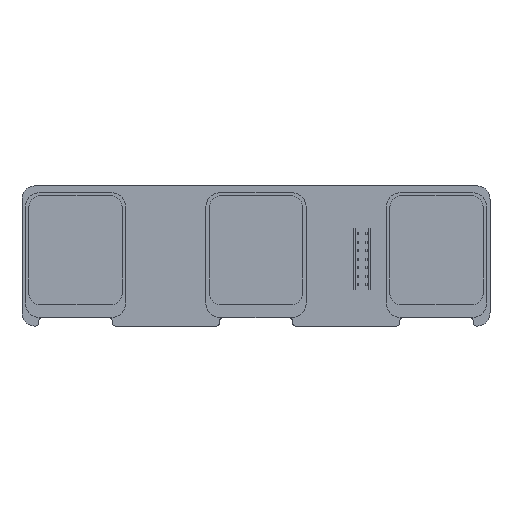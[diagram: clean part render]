
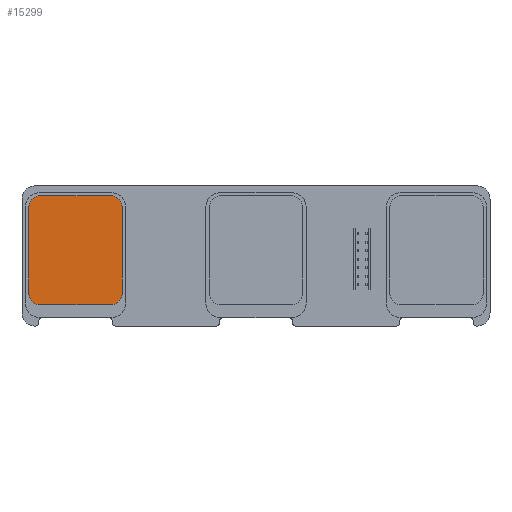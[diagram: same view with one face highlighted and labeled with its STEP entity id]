
A CAD part, top view. The second image highlights one B-rep face of the part: STEP entity #15299.
In plain terms, the highlighted planar face has unit normal (0, 0, 1).
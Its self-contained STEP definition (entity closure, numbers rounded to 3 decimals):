
#15299 = ADVANCED_FACE('',(#15300),#15370,.T.);
#15300 = FACE_BOUND('',#15301,.T.);
#15301 = EDGE_LOOP('',(#15302,#15313,#15321,#15330,#15338,#15347,#15355,
    #15364));
#15302 = ORIENTED_EDGE('',*,*,#15303,.T.);
#15303 = EDGE_CURVE('',#15304,#15306,#15308,.T.);
#15304 = VERTEX_POINT('',#15305);
#15305 = CARTESIAN_POINT('',(-67.95,-0.1,
    1.5));
#15306 = VERTEX_POINT('',#15307);
#15307 = CARTESIAN_POINT('',(-64.45,-3.6,
    1.5));
#15308 = CIRCLE('',#15309,3.5);
#15309 = AXIS2_PLACEMENT_3D('',#15310,#15311,#15312);
#15310 = CARTESIAN_POINT('',(-64.45,-0.1,
    1.5));
#15311 = DIRECTION('',(0.,0.,1.));
#15312 = DIRECTION('',(0.,-1.,0.));
#15313 = ORIENTED_EDGE('',*,*,#15314,.T.);
#15314 = EDGE_CURVE('',#15306,#15315,#15317,.T.);
#15315 = VERTEX_POINT('',#15316);
#15316 = CARTESIAN_POINT('',(-43.55,-3.6,
    1.5));
#15317 = LINE('',#15318,#15319);
#15318 = CARTESIAN_POINT('',(-64.45,-3.6,
    1.5));
#15319 = VECTOR('',#15320,1.);
#15320 = DIRECTION('',(1.,0.,0.));
#15321 = ORIENTED_EDGE('',*,*,#15322,.T.);
#15322 = EDGE_CURVE('',#15315,#15323,#15325,.T.);
#15323 = VERTEX_POINT('',#15324);
#15324 = CARTESIAN_POINT('',(-40.05,-0.1,
    1.5));
#15325 = CIRCLE('',#15326,3.5);
#15326 = AXIS2_PLACEMENT_3D('',#15327,#15328,#15329);
#15327 = CARTESIAN_POINT('',(-43.55,-0.1,
    1.5));
#15328 = DIRECTION('',(0.,0.,1.));
#15329 = DIRECTION('',(0.,-1.,0.));
#15330 = ORIENTED_EDGE('',*,*,#15331,.T.);
#15331 = EDGE_CURVE('',#15323,#15332,#15334,.T.);
#15332 = VERTEX_POINT('',#15333);
#15333 = CARTESIAN_POINT('',(-40.05,25.5,
    1.5));
#15334 = LINE('',#15335,#15336);
#15335 = CARTESIAN_POINT('',(-40.05,25.5,
    1.5));
#15336 = VECTOR('',#15337,1.);
#15337 = DIRECTION('',(0.,1.,0.));
#15338 = ORIENTED_EDGE('',*,*,#15339,.T.);
#15339 = EDGE_CURVE('',#15332,#15340,#15342,.T.);
#15340 = VERTEX_POINT('',#15341);
#15341 = CARTESIAN_POINT('',(-43.55,29.,
    1.5));
#15342 = CIRCLE('',#15343,3.5);
#15343 = AXIS2_PLACEMENT_3D('',#15344,#15345,#15346);
#15344 = CARTESIAN_POINT('',(-43.55,25.5,
    1.5));
#15345 = DIRECTION('',(0.,0.,1.));
#15346 = DIRECTION('',(0.,-1.,0.));
#15347 = ORIENTED_EDGE('',*,*,#15348,.T.);
#15348 = EDGE_CURVE('',#15340,#15349,#15351,.T.);
#15349 = VERTEX_POINT('',#15350);
#15350 = CARTESIAN_POINT('',(-64.45,29.,
    1.5));
#15351 = LINE('',#15352,#15353);
#15352 = CARTESIAN_POINT('',(-64.45,29.,
    1.5));
#15353 = VECTOR('',#15354,1.);
#15354 = DIRECTION('',(-1.,0.,0.));
#15355 = ORIENTED_EDGE('',*,*,#15356,.T.);
#15356 = EDGE_CURVE('',#15349,#15357,#15359,.T.);
#15357 = VERTEX_POINT('',#15358);
#15358 = CARTESIAN_POINT('',(-67.95,25.5,
    1.5));
#15359 = CIRCLE('',#15360,3.5);
#15360 = AXIS2_PLACEMENT_3D('',#15361,#15362,#15363);
#15361 = CARTESIAN_POINT('',(-64.45,25.5,
    1.5));
#15362 = DIRECTION('',(0.,0.,1.));
#15363 = DIRECTION('',(0.,-1.,0.));
#15364 = ORIENTED_EDGE('',*,*,#15365,.T.);
#15365 = EDGE_CURVE('',#15357,#15304,#15366,.T.);
#15366 = LINE('',#15367,#15368);
#15367 = CARTESIAN_POINT('',(-67.95,25.5,
    1.5));
#15368 = VECTOR('',#15369,1.);
#15369 = DIRECTION('',(0.,-1.,0.));
#15370 = PLANE('',#15371);
#15371 = AXIS2_PLACEMENT_3D('',#15372,#15373,#15374);
#15372 = CARTESIAN_POINT('',(-64.45,-0.1,
    1.5));
#15373 = DIRECTION('',(0.,0.,1.));
#15374 = DIRECTION('',(0.,-1.,0.));
